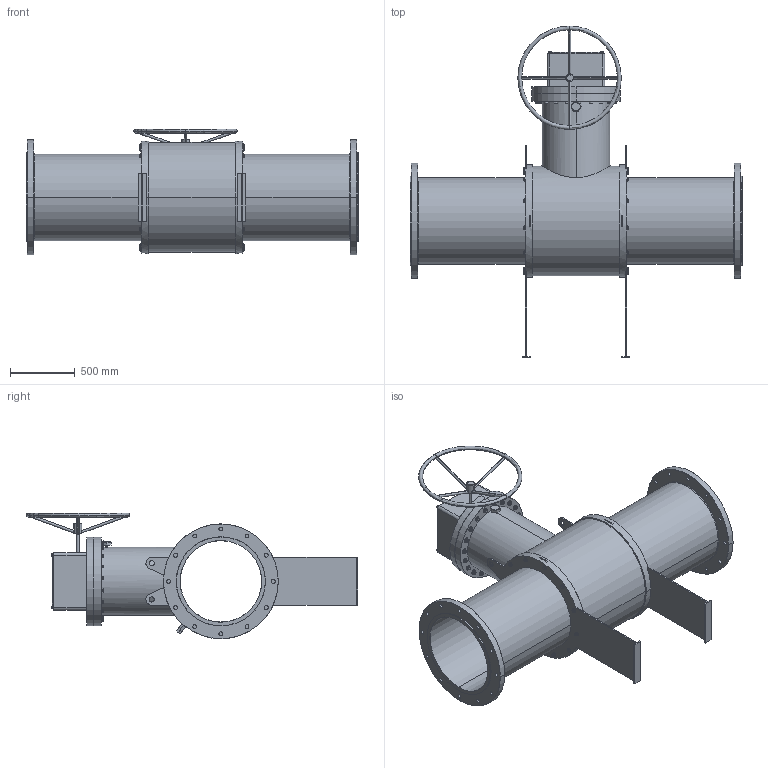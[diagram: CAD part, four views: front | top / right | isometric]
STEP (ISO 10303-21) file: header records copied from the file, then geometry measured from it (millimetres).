
FILE_DESCRIPTION (( 'STEP AP203' ), '1' );
FILE_NAME ('GB2_ANSI_1500_30IN_HD.STEP', '2025-10-06T20:23:10', ( '' ), ( '' ), 'SwSTEP 2.0', 'SolidWorks 2023', '' );
FILE_SCHEMA (( 'CONFIG_CONTROL_DESIGN' ));
Length unit declared in the file: millimetre
Products named in the file (3): hex flange screw_am_B18.2.3.4M - Hex flange screw, M16 x 2.0 x 25 --25N; GB2_ANSI_1500_30IN_HD; GB2_ANSI_2500_1500_ANSI_1500_30IN
Assembly tree (49 placements, depth 2):
  GB2_ANSI_1500_30IN_HD
    GB2_ANSI_2500_1500_ANSI_1500_30IN
    hex flange screw_am_B18.2.3.4M - Hex flange screw, M16 x 2.0 x 25 --25N  x48
Bounding box: 2570 x 2567 x 972.98 mm (x, y, z)
Volume: 530013257.4 mm3; surface area: 17600125.9 mm2
Topology: 50 solids, 50 shells, 1989 faces, 4485 edges, 2693 vertices
Faces by surface type: plane 640, cone 514, bspline 358, cylinder 351, torus 120, sphere 6
Entity records: 29126 total; most frequent: CARTESIAN_POINT 12401, DIRECTION 3140, ORIENTED_EDGE 3134, EDGE_CURVE 1567, AXIS2_PLACEMENT_3D 1214, VERTEX_POINT 999, EDGE_LOOP 792, LINE 712
